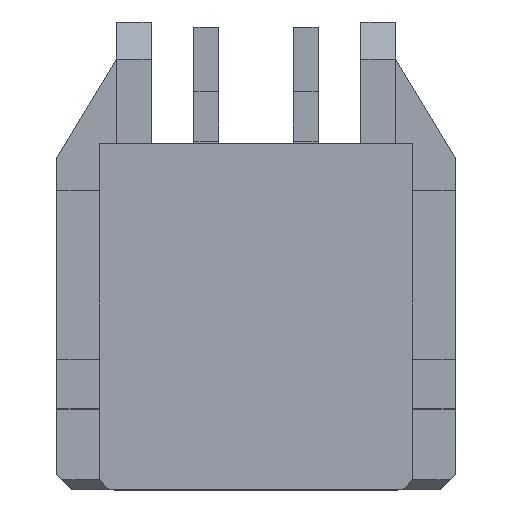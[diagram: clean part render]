
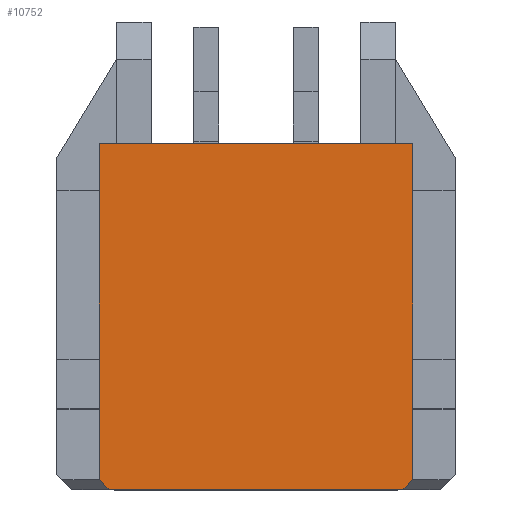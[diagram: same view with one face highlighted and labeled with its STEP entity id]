
A CAD part, top view. The second image highlights one B-rep face of the part: STEP entity #10752.
In plain terms, the highlighted planar face has unit normal (0, 0, 1).
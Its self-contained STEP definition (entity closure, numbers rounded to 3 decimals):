
#2050 = PLANE('',#2051);
#2051 = AXIS2_PLACEMENT_3D('',#2052,#2053,#2054);
#2052 = CARTESIAN_POINT('',(3.15,-0.565,3.981));
#2053 = DIRECTION('',(1.,0.,0.));
#2054 = DIRECTION('',(0.,-1.,0.));
#2222 = PLANE('',#2223);
#2223 = AXIS2_PLACEMENT_3D('',#2224,#2225,#2226);
#2224 = CARTESIAN_POINT('',(4.,-1.25,0.2));
#2225 = DIRECTION('',(0.,1.,0.));
#2226 = DIRECTION('',(0.,0.,1.));
#3077 = VERTEX_POINT('',#3078);
#3078 = CARTESIAN_POINT('',(3.15,-1.25,6.4));
#3099 = EDGE_CURVE('',#3100,#3077,#3102,.T.);
#3100 = VERTEX_POINT('',#3101);
#3101 = CARTESIAN_POINT('',(-3.15,-1.25,6.4));
#3102 = SURFACE_CURVE('',#3103,(#3107,#3114),.PCURVE_S1.);
#3103 = LINE('',#3104,#3105);
#3104 = CARTESIAN_POINT('',(-3.15,-1.25,6.4));
#3105 = VECTOR('',#3106,1.);
#3106 = DIRECTION('',(1.,0.,0.));
#3107 = PCURVE('',#2222,#3108);
#3108 = DEFINITIONAL_REPRESENTATION('',(#3109),#3113);
#3109 = LINE('',#3110,#3111);
#3110 = CARTESIAN_POINT('',(6.2,-7.15));
#3111 = VECTOR('',#3112,1.);
#3112 = DIRECTION('',(0.,1.));
#3113 = ( GEOMETRIC_REPRESENTATION_CONTEXT(2) 
PARAMETRIC_REPRESENTATION_CONTEXT() REPRESENTATION_CONTEXT('2D SPACE',''
  ) );
#3114 = PCURVE('',#3115,#3120);
#3115 = PLANE('',#3116);
#3116 = AXIS2_PLACEMENT_3D('',#3117,#3118,#3119);
#3117 = CARTESIAN_POINT('',(0.,-8.2,6.4));
#3118 = DIRECTION('',(0.,0.,1.));
#3119 = DIRECTION('',(0.,1.,0.));
#3120 = DEFINITIONAL_REPRESENTATION('',(#3121),#3125);
#3121 = LINE('',#3122,#3123);
#3122 = CARTESIAN_POINT('',(6.95,3.15));
#3123 = VECTOR('',#3124,1.);
#3124 = DIRECTION('',(0.,-1.));
#3125 = ( GEOMETRIC_REPRESENTATION_CONTEXT(2) 
PARAMETRIC_REPRESENTATION_CONTEXT() REPRESENTATION_CONTEXT('2D SPACE',''
  ) );
#3143 = PLANE('',#3144);
#3144 = AXIS2_PLACEMENT_3D('',#3145,#3146,#3147);
#3145 = CARTESIAN_POINT('',(-3.15,-0.565,3.981));
#3146 = DIRECTION('',(1.,0.,0.));
#3147 = DIRECTION('',(0.,-1.,0.));
#9048 = VERTEX_POINT('',#9049);
#9049 = CARTESIAN_POINT('',(3.15,-8.,6.4));
#9063 = PLANE('',#9064);
#9064 = AXIS2_PLACEMENT_3D('',#9065,#9066,#9067);
#9065 = CARTESIAN_POINT('',(3.05,-8.1,5.325));
#9066 = DIRECTION('',(-0.707,0.707,
    0.));
#9067 = DIRECTION('',(0.707,0.707,0.)
  );
#9075 = EDGE_CURVE('',#9048,#3077,#9076,.T.);
#9076 = SURFACE_CURVE('',#9077,(#9081,#9088),.PCURVE_S1.);
#9077 = LINE('',#9078,#9079);
#9078 = CARTESIAN_POINT('',(3.15,-8.,6.4));
#9079 = VECTOR('',#9080,1.);
#9080 = DIRECTION('',(0.,1.,0.));
#9081 = PCURVE('',#2050,#9082);
#9082 = DEFINITIONAL_REPRESENTATION('',(#9083),#9087);
#9083 = LINE('',#9084,#9085);
#9084 = CARTESIAN_POINT('',(7.435,-2.419));
#9085 = VECTOR('',#9086,1.);
#9086 = DIRECTION('',(-1.,0.));
#9087 = ( GEOMETRIC_REPRESENTATION_CONTEXT(2) 
PARAMETRIC_REPRESENTATION_CONTEXT() REPRESENTATION_CONTEXT('2D SPACE',''
  ) );
#9088 = PCURVE('',#3115,#9089);
#9089 = DEFINITIONAL_REPRESENTATION('',(#9090),#9094);
#9090 = LINE('',#9091,#9092);
#9091 = CARTESIAN_POINT('',(0.2,-3.15));
#9092 = VECTOR('',#9093,1.);
#9093 = DIRECTION('',(1.,0.));
#9094 = ( GEOMETRIC_REPRESENTATION_CONTEXT(2) 
PARAMETRIC_REPRESENTATION_CONTEXT() REPRESENTATION_CONTEXT('2D SPACE',''
  ) );
#9264 = VERTEX_POINT('',#9265);
#9265 = CARTESIAN_POINT('',(2.95,-8.2,6.4));
#9279 = PLANE('',#9280);
#9280 = AXIS2_PLACEMENT_3D('',#9281,#9282,#9283);
#9281 = CARTESIAN_POINT('',(-4.4,-8.2,6.945));
#9282 = DIRECTION('',(0.,1.,0.));
#9283 = DIRECTION('',(0.,0.,1.));
#9291 = EDGE_CURVE('',#9264,#9048,#9292,.T.);
#9292 = SURFACE_CURVE('',#9293,(#9297,#9304),.PCURVE_S1.);
#9293 = LINE('',#9294,#9295);
#9294 = CARTESIAN_POINT('',(2.95,-8.2,6.4));
#9295 = VECTOR('',#9296,1.);
#9296 = DIRECTION('',(0.707,0.707,0.)
  );
#9297 = PCURVE('',#9063,#9298);
#9298 = DEFINITIONAL_REPRESENTATION('',(#9299),#9303);
#9299 = LINE('',#9300,#9301);
#9300 = CARTESIAN_POINT('',(-0.141,-1.075));
#9301 = VECTOR('',#9302,1.);
#9302 = DIRECTION('',(1.,0.));
#9303 = ( GEOMETRIC_REPRESENTATION_CONTEXT(2) 
PARAMETRIC_REPRESENTATION_CONTEXT() REPRESENTATION_CONTEXT('2D SPACE',''
  ) );
#9304 = PCURVE('',#3115,#9305);
#9305 = DEFINITIONAL_REPRESENTATION('',(#9306),#9310);
#9306 = LINE('',#9307,#9308);
#9307 = CARTESIAN_POINT('',(0.,-2.95));
#9308 = VECTOR('',#9309,1.);
#9309 = DIRECTION('',(0.707,-0.707));
#9310 = ( GEOMETRIC_REPRESENTATION_CONTEXT(2) 
PARAMETRIC_REPRESENTATION_CONTEXT() REPRESENTATION_CONTEXT('2D SPACE',''
  ) );
#10267 = VERTEX_POINT('',#10268);
#10268 = CARTESIAN_POINT('',(-2.95,-8.2,6.4));
#10282 = PLANE('',#10283);
#10283 = AXIS2_PLACEMENT_3D('',#10284,#10285,#10286);
#10284 = CARTESIAN_POINT('',(-3.05,-8.1,5.325));
#10285 = DIRECTION('',(-0.707,-0.707,
    0.));
#10286 = DIRECTION('',(-0.707,0.707,
    0.));
#10294 = EDGE_CURVE('',#9264,#10267,#10295,.T.);
#10295 = SURFACE_CURVE('',#10296,(#10300,#10307),.PCURVE_S1.);
#10296 = LINE('',#10297,#10298);
#10297 = CARTESIAN_POINT('',(2.95,-8.2,6.4));
#10298 = VECTOR('',#10299,1.);
#10299 = DIRECTION('',(-1.,0.,0.));
#10300 = PCURVE('',#9279,#10301);
#10301 = DEFINITIONAL_REPRESENTATION('',(#10302),#10306);
#10302 = LINE('',#10303,#10304);
#10303 = CARTESIAN_POINT('',(-0.545,7.35));
#10304 = VECTOR('',#10305,1.);
#10305 = DIRECTION('',(0.,-1.));
#10306 = ( GEOMETRIC_REPRESENTATION_CONTEXT(2) 
PARAMETRIC_REPRESENTATION_CONTEXT() REPRESENTATION_CONTEXT('2D SPACE',''
  ) );
#10307 = PCURVE('',#3115,#10308);
#10308 = DEFINITIONAL_REPRESENTATION('',(#10309),#10313);
#10309 = LINE('',#10310,#10311);
#10310 = CARTESIAN_POINT('',(0.,-2.95));
#10311 = VECTOR('',#10312,1.);
#10312 = DIRECTION('',(0.,1.));
#10313 = ( GEOMETRIC_REPRESENTATION_CONTEXT(2) 
PARAMETRIC_REPRESENTATION_CONTEXT() REPRESENTATION_CONTEXT('2D SPACE',''
  ) );
#10545 = EDGE_CURVE('',#10546,#3100,#10548,.T.);
#10546 = VERTEX_POINT('',#10547);
#10547 = CARTESIAN_POINT('',(-3.15,-8.,6.4));
#10548 = SURFACE_CURVE('',#10549,(#10553,#10560),.PCURVE_S1.);
#10549 = LINE('',#10550,#10551);
#10550 = CARTESIAN_POINT('',(-3.15,-8.,6.4));
#10551 = VECTOR('',#10552,1.);
#10552 = DIRECTION('',(0.,1.,0.));
#10553 = PCURVE('',#3143,#10554);
#10554 = DEFINITIONAL_REPRESENTATION('',(#10555),#10559);
#10555 = LINE('',#10556,#10557);
#10556 = CARTESIAN_POINT('',(7.435,-2.419));
#10557 = VECTOR('',#10558,1.);
#10558 = DIRECTION('',(-1.,0.));
#10559 = ( GEOMETRIC_REPRESENTATION_CONTEXT(2) 
PARAMETRIC_REPRESENTATION_CONTEXT() REPRESENTATION_CONTEXT('2D SPACE',''
  ) );
#10560 = PCURVE('',#3115,#10561);
#10561 = DEFINITIONAL_REPRESENTATION('',(#10562),#10566);
#10562 = LINE('',#10563,#10564);
#10563 = CARTESIAN_POINT('',(0.2,3.15));
#10564 = VECTOR('',#10565,1.);
#10565 = DIRECTION('',(1.,0.));
#10566 = ( GEOMETRIC_REPRESENTATION_CONTEXT(2) 
PARAMETRIC_REPRESENTATION_CONTEXT() REPRESENTATION_CONTEXT('2D SPACE',''
  ) );
#10752 = ADVANCED_FACE('',(#10753),#3115,.T.);
#10753 = FACE_BOUND('',#10754,.F.);
#10754 = EDGE_LOOP('',(#10755,#10756,#10777,#10778,#10779,#10780));
#10755 = ORIENTED_EDGE('',*,*,#10294,.T.);
#10756 = ORIENTED_EDGE('',*,*,#10757,.F.);
#10757 = EDGE_CURVE('',#10546,#10267,#10758,.T.);
#10758 = SURFACE_CURVE('',#10759,(#10763,#10770),.PCURVE_S1.);
#10759 = LINE('',#10760,#10761);
#10760 = CARTESIAN_POINT('',(-3.15,-8.,6.4));
#10761 = VECTOR('',#10762,1.);
#10762 = DIRECTION('',(0.707,-0.707,
    0.));
#10763 = PCURVE('',#3115,#10764);
#10764 = DEFINITIONAL_REPRESENTATION('',(#10765),#10769);
#10765 = LINE('',#10766,#10767);
#10766 = CARTESIAN_POINT('',(0.2,3.15));
#10767 = VECTOR('',#10768,1.);
#10768 = DIRECTION('',(-0.707,-0.707));
#10769 = ( GEOMETRIC_REPRESENTATION_CONTEXT(2) 
PARAMETRIC_REPRESENTATION_CONTEXT() REPRESENTATION_CONTEXT('2D SPACE',''
  ) );
#10770 = PCURVE('',#10282,#10771);
#10771 = DEFINITIONAL_REPRESENTATION('',(#10772),#10776);
#10772 = LINE('',#10773,#10774);
#10773 = CARTESIAN_POINT('',(0.141,-1.075));
#10774 = VECTOR('',#10775,1.);
#10775 = DIRECTION('',(-1.,0.));
#10776 = ( GEOMETRIC_REPRESENTATION_CONTEXT(2) 
PARAMETRIC_REPRESENTATION_CONTEXT() REPRESENTATION_CONTEXT('2D SPACE',''
  ) );
#10777 = ORIENTED_EDGE('',*,*,#10545,.T.);
#10778 = ORIENTED_EDGE('',*,*,#3099,.T.);
#10779 = ORIENTED_EDGE('',*,*,#9075,.F.);
#10780 = ORIENTED_EDGE('',*,*,#9291,.F.);
